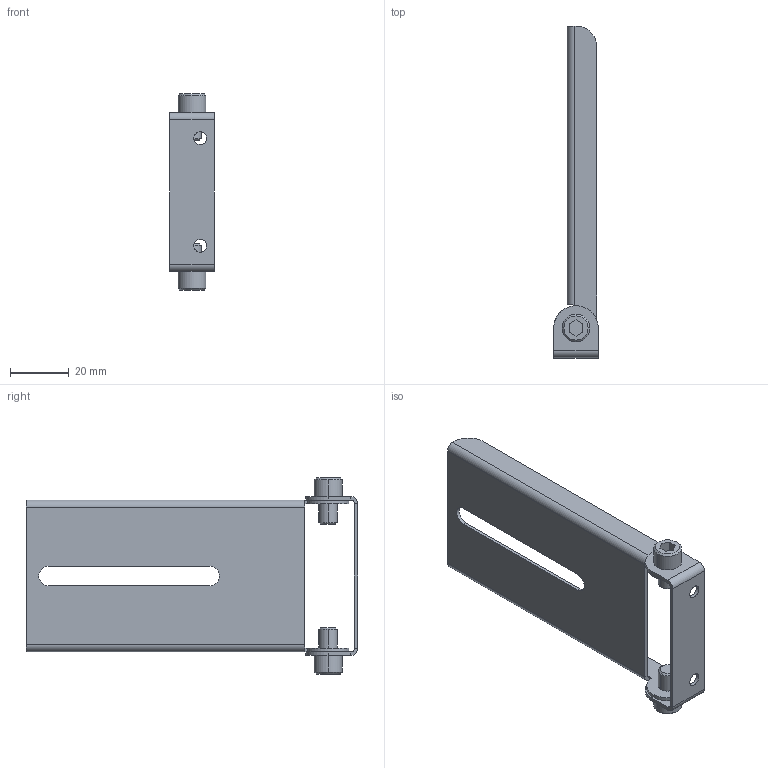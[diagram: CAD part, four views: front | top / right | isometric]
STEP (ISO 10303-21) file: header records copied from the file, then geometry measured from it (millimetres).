
FILE_DESCRIPTION((''),'2;1');
FILE_NAME('155386_SW','2011-05-05T',('banengservice'),('BANNER ENGINEERING'),'PRO/ENGINEER BY PARAMETRIC TECHNOLOGY CORPORATION, 2009141','PRO/ENGINEER BY PARAMETRIC TECHNOLOGY CORPORATION, 2009141','');
FILE_SCHEMA(('CONFIG_CONTROL_DESIGN'));
Length unit declared in the file: inch
Products named in the file (1): 155386_SW
Bounding box: 15.24 x 113.41 x 67.06 mm (x, y, z)
Volume: 10496.6 mm3; surface area: 16573.8 mm2
Topology: 1 solids, 1 shells, 94 faces, 216 edges, 130 vertices
Faces by surface type: plane 56, cylinder 30, cone 8
Entity records: 2670 total; most frequent: DIRECTION 474, CARTESIAN_POINT 440, ORIENTED_EDGE 432, EDGE_CURVE 216, AXIS2_PLACEMENT_3D 164, VECTOR 146, LINE 146, VERTEX_POINT 130
